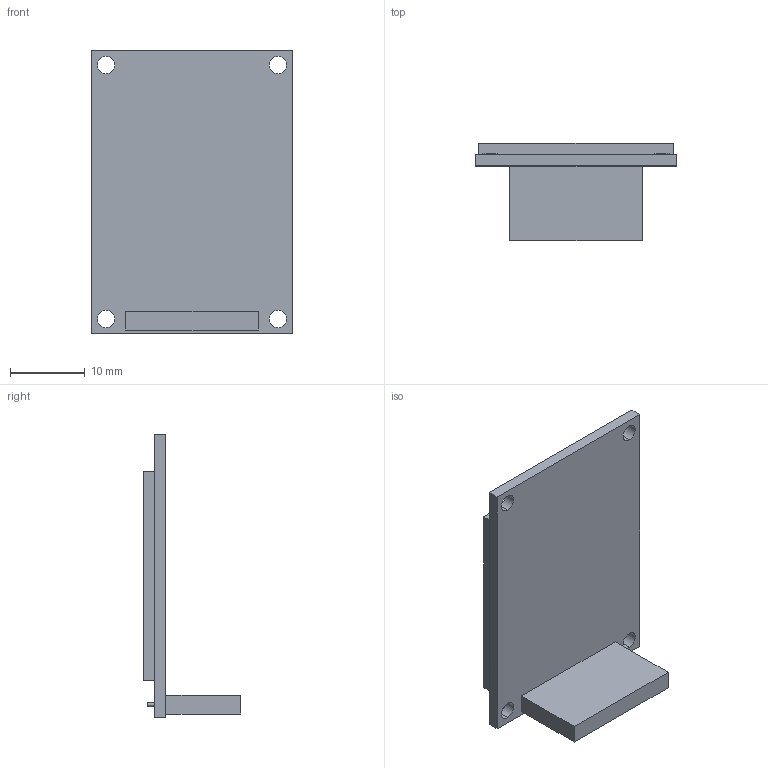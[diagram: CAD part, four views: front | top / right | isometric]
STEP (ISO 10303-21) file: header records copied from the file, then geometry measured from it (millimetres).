
FILE_DESCRIPTION (( 'STEP AP214' ), '1' );
FILE_NAME ('1.3ｴ蹲CD.STEP', '2023-01-09T05:23:53', ( 'qiancaohua' ), ( ' ' ), 'SwSTEP 2.0', 'SolidWorks 2022', '' );
FILE_SCHEMA (( 'AUTOMOTIVE_DESIGN' ));
Length unit declared in the file: millimetre
Products named in the file (1): 1.3ｴ蹲CD
Bounding box: 27 x 13 x 38 mm (x, y, z)
Volume: 3059.7 mm3; surface area: 2839.9 mm2
Topology: 1 solids, 1 shells, 57 faces, 126 edges, 84 vertices
Faces by surface type: cylinder 30, plane 27
Entity records: 2002 total; most frequent: DIRECTION 302, CARTESIAN_POINT 268, ORIENTED_EDGE 252, EDGE_CURVE 126, AXIS2_PLACEMENT_3D 118, VERTEX_POINT 84, EDGE_LOOP 78, LINE 66
